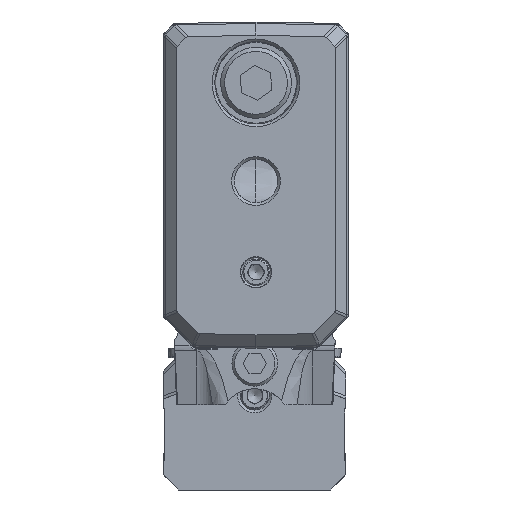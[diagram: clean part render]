
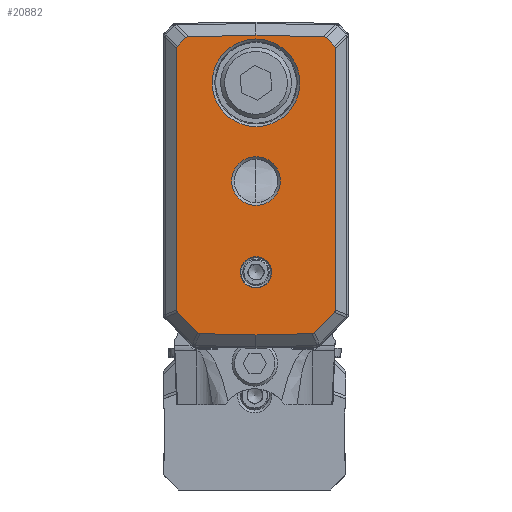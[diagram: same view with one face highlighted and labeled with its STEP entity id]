
A CAD part, front view. The second image highlights one B-rep face of the part: STEP entity #20882.
In plain terms, the highlighted planar face has unit normal (0, -1, 0).
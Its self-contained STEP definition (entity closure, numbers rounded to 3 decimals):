
#2925=FACE_BOUND('',#34599,.T.);
#2926=FACE_BOUND('',#34600,.T.);
#2927=FACE_BOUND('',#34601,.T.);
#2928=FACE_BOUND('',#34602,.T.);
#20882=ADVANCED_FACE('',(#2925,#2926,#2927,#2928),#25432,.T.);
#25432=PLANE('',#112909);
#34599=EDGE_LOOP('',(#64356,#64357,#64358,#64359,#64360,#64361,#64362,#64363,
#64364,#64365,#64366,#64367,#64368,#64369,#64370,#64371,#64372,#64373));
#34600=EDGE_LOOP('',(#64374));
#34601=EDGE_LOOP('',(#64375));
#34602=EDGE_LOOP('',(#64376));
#39134=ELLIPSE('',#112799,0.859,0.5);
#39135=ELLIPSE('',#112801,0.859,0.5);
#39136=ELLIPSE('',#112803,0.736,0.5);
#39137=ELLIPSE('',#112805,0.735,0.5);
#39138=ELLIPSE('',#112807,0.735,0.5);
#39139=ELLIPSE('',#112809,0.736,0.5);
#39140=ELLIPSE('',#112811,0.859,0.5);
#39141=ELLIPSE('',#112813,0.859,0.5);
#41976=LINE('',#164384,#49986);
#41977=LINE('',#164386,#49987);
#41978=LINE('',#164388,#49988);
#41979=LINE('',#164390,#49989);
#41980=LINE('',#164396,#49990);
#41982=LINE('',#164400,#49992);
#41983=LINE('',#164402,#49993);
#41985=LINE('',#164406,#49995);
#41989=LINE('',#164441,#49999);
#41990=LINE('',#164442,#50000);
#49986=VECTOR('',#126152,1.);
#49987=VECTOR('',#126155,1.);
#49988=VECTOR('',#126158,1.);
#49989=VECTOR('',#126161,1.);
#49990=VECTOR('',#126170,1.);
#49992=VECTOR('',#126174,1.);
#49993=VECTOR('',#126177,1.);
#49995=VECTOR('',#126181,1.);
#49999=VECTOR('',#126221,1.);
#50000=VECTOR('',#126222,1.);
#64356=ORIENTED_EDGE('',*,*,#95864,.T.);
#64357=ORIENTED_EDGE('',*,*,#95758,.T.);
#64358=ORIENTED_EDGE('',*,*,#95859,.T.);
#64359=ORIENTED_EDGE('',*,*,#95755,.T.);
#64360=ORIENTED_EDGE('',*,*,#95867,.T.);
#64361=ORIENTED_EDGE('',*,*,#95881,.T.);
#64362=ORIENTED_EDGE('',*,*,#95737,.T.);
#64363=ORIENTED_EDGE('',*,*,#95860,.T.);
#64364=ORIENTED_EDGE('',*,*,#95740,.T.);
#64365=ORIENTED_EDGE('',*,*,#95865,.T.);
#64366=ORIENTED_EDGE('',*,*,#95743,.T.);
#64367=ORIENTED_EDGE('',*,*,#95858,.T.);
#64368=ORIENTED_EDGE('',*,*,#95746,.T.);
#64369=ORIENTED_EDGE('',*,*,#95882,.T.);
#64370=ORIENTED_EDGE('',*,*,#95862,.T.);
#64371=ORIENTED_EDGE('',*,*,#95749,.T.);
#64372=ORIENTED_EDGE('',*,*,#95857,.T.);
#64373=ORIENTED_EDGE('',*,*,#95752,.T.);
#64374=ORIENTED_EDGE('',*,*,#95258,.T.);
#64375=ORIENTED_EDGE('',*,*,#95260,.T.);
#64376=ORIENTED_EDGE('',*,*,#95254,.T.);
#85335=VERTEX_POINT('',#160113);
#85339=VERTEX_POINT('',#160149);
#85341=VERTEX_POINT('',#160154);
#85662=VERTEX_POINT('',#163995);
#85663=VERTEX_POINT('',#163997);
#85664=VERTEX_POINT('',#164001);
#85665=VERTEX_POINT('',#164003);
#85666=VERTEX_POINT('',#164007);
#85667=VERTEX_POINT('',#164009);
#85668=VERTEX_POINT('',#164013);
#85669=VERTEX_POINT('',#164015);
#85670=VERTEX_POINT('',#164019);
#85671=VERTEX_POINT('',#164021);
#85672=VERTEX_POINT('',#164025);
#85673=VERTEX_POINT('',#164027);
#85674=VERTEX_POINT('',#164031);
#85675=VERTEX_POINT('',#164033);
#85676=VERTEX_POINT('',#164037);
#85677=VERTEX_POINT('',#164039);
#85729=VERTEX_POINT('',#164397);
#85730=VERTEX_POINT('',#164405);
#95254=EDGE_CURVE('',#85335,#85335,#106028,.T.);
#95258=EDGE_CURVE('',#85339,#85339,#106030,.T.);
#95260=EDGE_CURVE('',#85341,#85341,#106032,.T.);
#95737=EDGE_CURVE('',#85662,#85663,#39134,.T.);
#95740=EDGE_CURVE('',#85664,#85665,#39135,.T.);
#95743=EDGE_CURVE('',#85666,#85667,#39136,.T.);
#95746=EDGE_CURVE('',#85668,#85669,#39137,.T.);
#95749=EDGE_CURVE('',#85670,#85671,#39138,.T.);
#95752=EDGE_CURVE('',#85672,#85673,#39139,.T.);
#95755=EDGE_CURVE('',#85674,#85675,#39140,.T.);
#95758=EDGE_CURVE('',#85676,#85677,#39141,.T.);
#95857=EDGE_CURVE('',#85671,#85672,#41976,.T.);
#95858=EDGE_CURVE('',#85667,#85668,#41977,.T.);
#95859=EDGE_CURVE('',#85677,#85674,#41978,.T.);
#95860=EDGE_CURVE('',#85663,#85664,#41979,.T.);
#95862=EDGE_CURVE('',#85729,#85670,#41980,.T.);
#95864=EDGE_CURVE('',#85673,#85676,#41982,.T.);
#95865=EDGE_CURVE('',#85665,#85666,#41983,.T.);
#95867=EDGE_CURVE('',#85675,#85730,#41985,.T.);
#95881=EDGE_CURVE('',#85730,#85662,#41989,.T.);
#95882=EDGE_CURVE('',#85669,#85729,#41990,.T.);
#106028=CIRCLE('',#112531,2.4);
#106030=CIRCLE('',#112535,1.55);
#106032=CIRCLE('',#112538,4.323);
#112531=AXIS2_PLACEMENT_3D('',#160112,#125195,#125196);
#112535=AXIS2_PLACEMENT_3D('',#160148,#125203,#125204);
#112538=AXIS2_PLACEMENT_3D('',#160153,#125209,#125210);
#112799=AXIS2_PLACEMENT_3D('',#163998,#125928,#125929);
#112801=AXIS2_PLACEMENT_3D('',#164004,#125934,#125935);
#112803=AXIS2_PLACEMENT_3D('',#164010,#125940,#125941);
#112805=AXIS2_PLACEMENT_3D('',#164016,#125946,#125947);
#112807=AXIS2_PLACEMENT_3D('',#164022,#125952,#125953);
#112809=AXIS2_PLACEMENT_3D('',#164028,#125958,#125959);
#112811=AXIS2_PLACEMENT_3D('',#164034,#125964,#125965);
#112813=AXIS2_PLACEMENT_3D('',#164040,#125970,#125971);
#112909=AXIS2_PLACEMENT_3D('',#164443,#126223,#126224);
#125195=DIRECTION('',(0.,1.,0.));
#125196=DIRECTION('',(0.,0.,-1.));
#125203=DIRECTION('',(0.,1.,0.));
#125204=DIRECTION('',(0.,0.,-1.));
#125209=DIRECTION('',(0.,1.,0.));
#125210=DIRECTION('',(0.,0.,-1.));
#125928=DIRECTION('',(0.,-1.,0.));
#125929=DIRECTION('',(0.716,0.,-0.698));
#125934=DIRECTION('',(0.,-1.,0.));
#125935=DIRECTION('',(0.716,0.,-0.698));
#125940=DIRECTION('',(0.,-1.,0.));
#125941=DIRECTION('',(-0.926,0.,-0.379));
#125946=DIRECTION('',(0.,-1.,0.));
#125947=DIRECTION('',(-0.398,0.,-0.917));
#125952=DIRECTION('',(0.,-1.,0.));
#125953=DIRECTION('',(-0.398,0.,0.917));
#125958=DIRECTION('',(0.,-1.,0.));
#125959=DIRECTION('',(-0.926,0.,0.379));
#125964=DIRECTION('',(0.,-1.,0.));
#125965=DIRECTION('',(0.716,0.,0.698));
#125970=DIRECTION('',(0.,-1.,0.));
#125971=DIRECTION('',(0.716,0.,0.698));
#126152=DIRECTION('',(0.701,0.,0.713));
#126155=DIRECTION('',(0.701,0.,-0.713));
#126158=DIRECTION('',(-0.698,0.,0.716));
#126161=DIRECTION('',(-0.698,0.,-0.716));
#126170=DIRECTION('',(1.,0.,0.025));
#126174=DIRECTION('',(0.,0.,1.));
#126177=DIRECTION('',(0.,0.,-1.));
#126181=DIRECTION('',(-1.,0.,0.025));
#126221=DIRECTION('',(-1.,0.,-0.025));
#126222=DIRECTION('',(1.,0.,-0.025));
#126223=DIRECTION('',(0.,-1.,0.));
#126224=DIRECTION('',(0.,0.,-1.));
#160112=CARTESIAN_POINT('',(0.125,-28.5,-15.7));
#160113=CARTESIAN_POINT('',(0.125,-28.5,-18.1));
#160148=CARTESIAN_POINT('',(0.125,-28.5,-24.7));
#160149=CARTESIAN_POINT('',(0.125,-28.5,-26.25));
#160153=CARTESIAN_POINT('',(0.125,-28.5,-6.));
#160154=CARTESIAN_POINT('',(0.125,-28.5,-10.323));
#163995=CARTESIAN_POINT('',(-6.564,-28.5,-1.465));
#163997=CARTESIAN_POINT('',(-6.816,-28.5,-1.564));
#163998=CARTESIAN_POINT('',(-6.201,-28.5,-2.163));
#164001=CARTESIAN_POINT('',(-7.608,-28.5,-2.375));
#164003=CARTESIAN_POINT('',(-7.7,-28.5,-2.63));
#164004=CARTESIAN_POINT('',(-6.993,-28.5,-2.975));
#164007=CARTESIAN_POINT('',(-7.7,-28.5,-28.416));
#164009=CARTESIAN_POINT('',(-7.599,-28.5,-28.664));
#164010=CARTESIAN_POINT('',(-6.993,-28.5,-28.272));
#164013=CARTESIAN_POINT('',(-5.639,-28.5,-30.658));
#164015=CARTESIAN_POINT('',(-5.396,-28.5,-30.764));
#164016=CARTESIAN_POINT('',(-5.235,-28.5,-30.06));
#164019=CARTESIAN_POINT('',(5.646,-28.5,-30.764));
#164021=CARTESIAN_POINT('',(5.889,-28.5,-30.658));
#164022=CARTESIAN_POINT('',(5.485,-28.5,-30.06));
#164025=CARTESIAN_POINT('',(7.849,-28.5,-28.664));
#164027=CARTESIAN_POINT('',(7.95,-28.5,-28.416));
#164028=CARTESIAN_POINT('',(7.243,-28.5,-28.272));
#164031=CARTESIAN_POINT('',(7.066,-28.5,-1.564));
#164033=CARTESIAN_POINT('',(6.814,-28.5,-1.465));
#164034=CARTESIAN_POINT('',(6.451,-28.5,-2.163));
#164037=CARTESIAN_POINT('',(7.95,-28.5,-2.63));
#164039=CARTESIAN_POINT('',(7.858,-28.5,-2.375));
#164040=CARTESIAN_POINT('',(7.243,-28.5,-2.975));
#164384=CARTESIAN_POINT('',(-2.196,-28.5,-38.886));
#164386=CARTESIAN_POINT('',(-6.519,-28.5,-29.762));
#164388=CARTESIAN_POINT('',(14.544,-28.5,-9.227));
#164390=CARTESIAN_POINT('',(-23.195,-28.5,-18.349));
#164396=CARTESIAN_POINT('',(-9.027,-28.5,-31.126));
#164397=CARTESIAN_POINT('',(0.125,-28.5,-30.9));
#164400=CARTESIAN_POINT('',(7.95,-28.5,-32.2));
#164402=CARTESIAN_POINT('',(-7.7,-28.5,-32.2));
#164405=CARTESIAN_POINT('',(0.125,-28.5,-1.3));
#164406=CARTESIAN_POINT('',(-8.232,-28.5,-1.094));
#164441=CARTESIAN_POINT('',(-9.757,-28.5,-1.544));
#164442=CARTESIAN_POINT('',(-8.962,-28.5,-30.676));
#164443=CARTESIAN_POINT('',(-9.,-28.5,-32.2));
